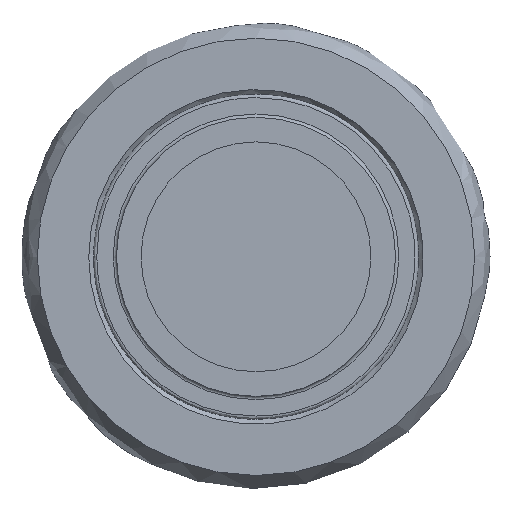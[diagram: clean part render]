
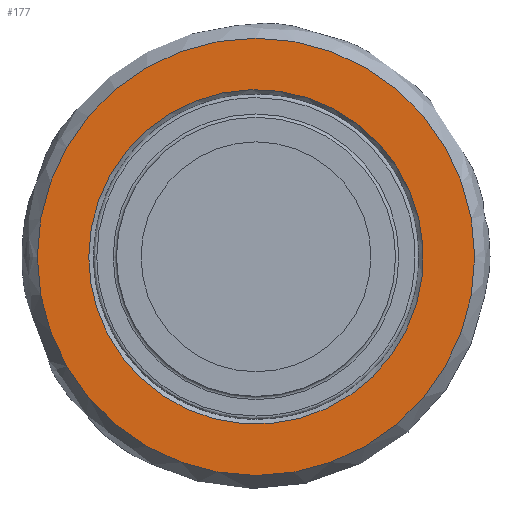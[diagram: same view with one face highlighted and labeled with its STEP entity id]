
A CAD part, left-side view. The second image highlights one B-rep face of the part: STEP entity #177.
In plain terms, the highlighted planar face has unit normal (-1, 0, 0).
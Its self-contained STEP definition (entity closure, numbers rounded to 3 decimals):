
#53 = AXIS2_PLACEMENT_3D ( 'NONE', #468, #276, #323 ) ;
#73 = DIRECTION ( 'NONE',  ( 0., 0., 1. ) ) ;
#97 = ORIENTED_EDGE ( 'NONE', *, *, #292, .T. ) ;
#113 = PLANE ( 'NONE',  #350 ) ;
#141 = CIRCLE ( 'NONE', #249, 10.186 ) ;
#177 = ADVANCED_FACE ( 'NONE', ( #291, #577 ), #113, .T. ) ;
#242 = EDGE_LOOP ( 'NONE', ( #388 ) ) ;
#249 = AXIS2_PLACEMENT_3D ( 'NONE', #522, #411, #457 ) ;
#266 = CIRCLE ( 'NONE', #53, 13.314 ) ;
#276 = DIRECTION ( 'NONE',  ( -1., 0., 0. ) ) ;
#291 = FACE_BOUND ( 'NONE', #542, .T. ) ;
#292 = EDGE_CURVE ( 'NONE', #330, #330, #141, .T. ) ;
#323 = DIRECTION ( 'NONE',  ( 0., 1., 0. ) ) ;
#330 = VERTEX_POINT ( 'NONE', #349 ) ;
#346 = DIRECTION ( 'NONE',  ( -1., 0., 0. ) ) ;
#349 = CARTESIAN_POINT ( 'NONE',  ( -5.95, 10.186, 0. ) ) ;
#350 = AXIS2_PLACEMENT_3D ( 'NONE', #441, #346, #73 ) ;
#388 = ORIENTED_EDGE ( 'NONE', *, *, #410, .T. ) ;
#410 = EDGE_CURVE ( 'NONE', #488, #488, #266, .T. ) ;
#411 = DIRECTION ( 'NONE',  ( 1., 0., 0. ) ) ;
#441 = CARTESIAN_POINT ( 'NONE',  ( -5.95, 5.282, 10.496 ) ) ;
#457 = DIRECTION ( 'NONE',  ( 0., 1., 0. ) ) ;
#468 = CARTESIAN_POINT ( 'NONE',  ( -5.95, 0., 0. ) ) ;
#488 = VERTEX_POINT ( 'NONE', #583 ) ;
#522 = CARTESIAN_POINT ( 'NONE',  ( -5.95, 0., 0. ) ) ;
#542 = EDGE_LOOP ( 'NONE', ( #97 ) ) ;
#577 = FACE_OUTER_BOUND ( 'NONE', #242, .T. ) ;
#583 = CARTESIAN_POINT ( 'NONE',  ( -5.95, 13.314, 0. ) ) ;
